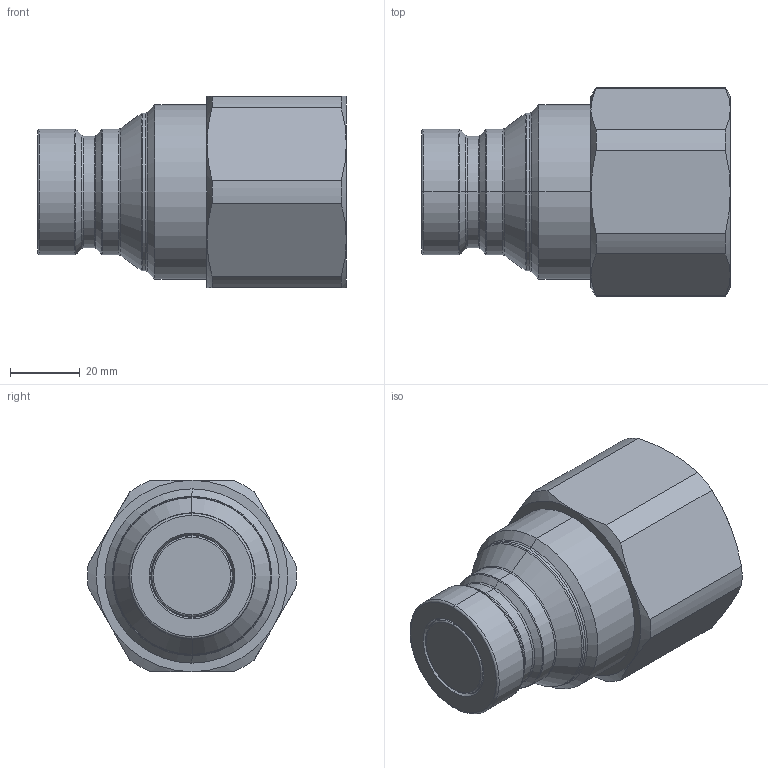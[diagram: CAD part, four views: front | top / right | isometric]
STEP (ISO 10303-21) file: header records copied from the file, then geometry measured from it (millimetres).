
FILE_DESCRIPTION (( 'STEP AP214' ), '1' );
FILE_NAME ('FEM-1002-16FB.STEP', '2014-08-14T12:14:10', ( 'admin' ), ( 'Microsoft' ), 'SwSTEP 2.0', 'SolidWorks 2009', '' );
FILE_SCHEMA (( 'AUTOMOTIVE_DESIGN' ));
Length unit declared in the file: millimetre
Products named in the file (1): FEM-1002-16FB
Bounding box: 88.6 x 59.96 x 55 mm (x, y, z)
Volume: 150933.1 mm3; surface area: 22704 mm2
Topology: 1 solids, 3 shells, 147 faces, 345 edges, 203 vertices
Faces by surface type: cylinder 49, cone 43, torus 28, plane 27
Entity records: 4357 total; most frequent: CARTESIAN_POINT 864, DIRECTION 808, ORIENTED_EDGE 690, AXIS2_PLACEMENT_3D 347, EDGE_CURVE 345, VERTEX_POINT 203, CIRCLE 199, EDGE_LOOP 158
